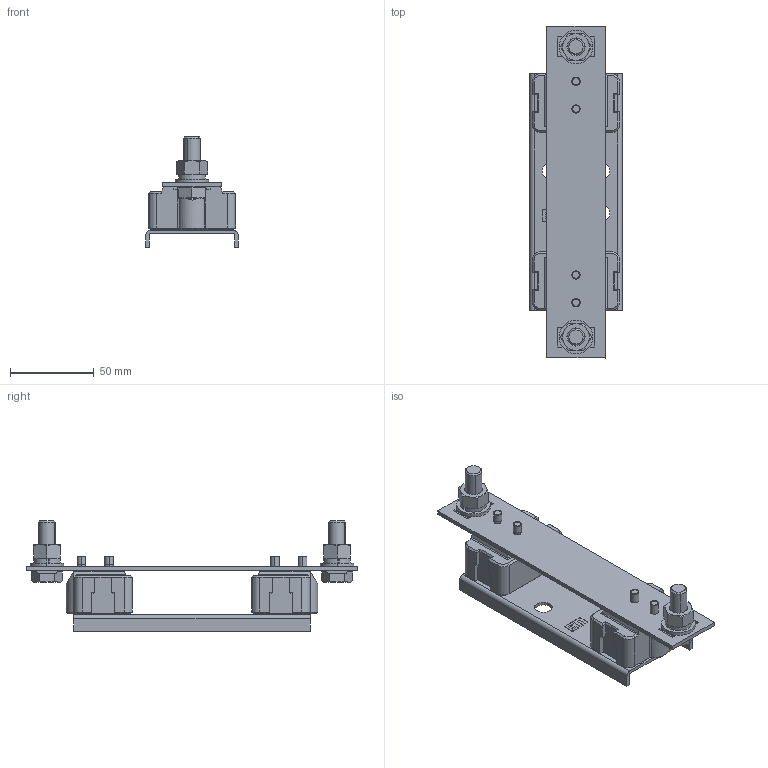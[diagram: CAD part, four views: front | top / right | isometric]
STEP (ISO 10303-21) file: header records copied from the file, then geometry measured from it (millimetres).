
FILE_DESCRIPTION((''),'2;1');
FILE_NAME('004123100_PK1_M10-M10_1P_S_ASM','2023-10-24T12:02:14',('klemen.sitar'),('Audax d.o.o.'),'CREO PARAMETRIC BY PTC INC, 2021304','CREO PARAMETRIC BY PTC INC, 2021304','');
FILE_SCHEMA(('AP242_MANAGED_MODEL_BASED_3D_ENGINEERING_MIM_LF { 1 0 10303 442 1 1 4 }'));
Length unit declared in the file: millimetre
Products named in the file (14): 0000038637_1_1_1_1; 0000038447_1_1_2_1_1_1; 0000032606_1_1_1_1; 0000032607_1_1_2_3_1_1; 0000032604_1_1_2_3_1_1; 0000032603_1_1_2_3_1_1; 0000032605_1_1_2_3_1_1; BOTTOM_1_1_1; PRT0002_1_1_2_3_4_1; PRT0002_1_1_2_3_4_2; PRT0002_1_1_2_3_4_3; PRT0002_1_1_2_3_4_ASM; 004123100_PK1_M10-M10_1P_S_AS_3_ASM; 004123100_PK1_M10-M10_1P_S_ASM
Assembly tree (21 placements, depth 4):
  004123100_PK1_M10-M10_1P_S_ASM
    004123100_PK1_M10-M10_1P_S_AS_3_ASM
      0000038637_1_1_1_1  x2
      0000038447_1_1_2_1_1_1
      0000032606_1_1_1_1  x4
      0000032607_1_1_2_3_1_1  x2
      0000032604_1_1_2_3_1_1  x2
      0000032603_1_1_2_3_1_1  x2
      0000032605_1_1_2_3_1_1  x2
      BOTTOM_1_1_1
      PRT0002_1_1_2_3_4_ASM
        PRT0002_1_1_2_3_4_1
        PRT0002_1_1_2_3_4_2
        PRT0002_1_1_2_3_4_3
Bounding box: 55.02 x 198 x 66 mm (x, y, z)
Volume: 134937.7 mm3; surface area: 64200.4 mm2
Topology: 19 solids, 35 shells, 593 faces, 1430 edges, 912 vertices
Faces by surface type: plane 363, cylinder 124, cone 86, torus 20
Entity records: 15854 total; most frequent: CARTESIAN_POINT 2292, DIRECTION 1892, ORIENTED_EDGE 1722, EDGE_CURVE 875, AXIS2_PLACEMENT_3D 646, PRESENTATION_STYLE_ASSIGNMENT 616, STYLED_ITEM 616, VECTOR 600
